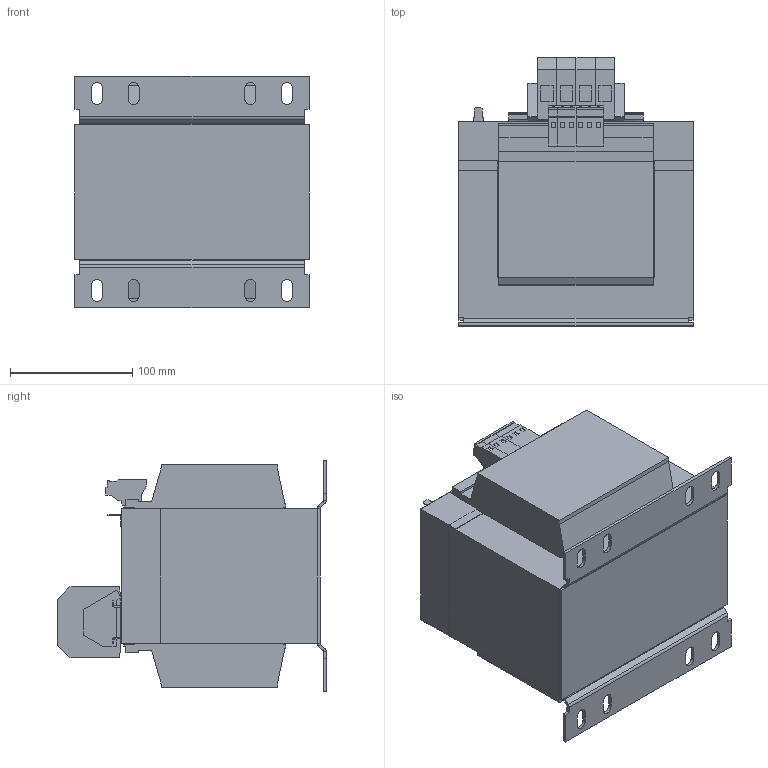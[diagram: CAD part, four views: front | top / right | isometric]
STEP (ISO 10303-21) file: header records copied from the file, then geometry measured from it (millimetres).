
FILE_DESCRIPTION (( 'STEP AP214' ), '1' );
FILE_NAME ('268700.STEP', '2020-07-24T09:53:36', ( '' ), ( '' ), 'SwSTEP 2.0', 'SolidWorks 2018', '' );
FILE_SCHEMA (( 'AUTOMOTIVE_DESIGN' ));
Length unit declared in the file: millimetre
Products named in the file (1): 268700
Bounding box: 192 x 219.6 x 189 mm (x, y, z)
Volume: 4639889.1 mm3; surface area: 336216 mm2
Topology: 1 solids, 1 shells, 464 faces, 1204 edges, 762 vertices
Faces by surface type: plane 390, cylinder 74
Entity records: 13982 total; most frequent: CARTESIAN_POINT 2467, ORIENTED_EDGE 2408, DIRECTION 2282, EDGE_CURVE 1204, LINE 1048, VECTOR 1048, VERTEX_POINT 762, AXIS2_PLACEMENT_3D 617
